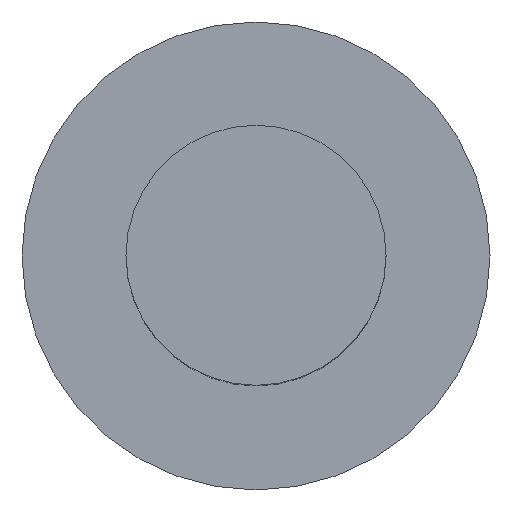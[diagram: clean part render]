
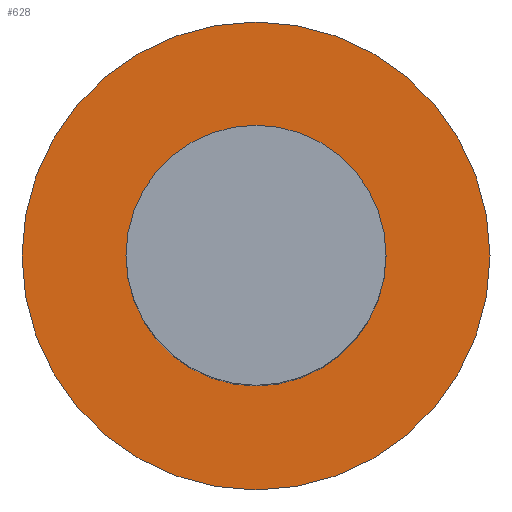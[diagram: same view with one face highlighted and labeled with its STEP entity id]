
A CAD part, top view. The second image highlights one B-rep face of the part: STEP entity #628.
In plain terms, the highlighted planar face has unit normal (0, 0, 1).
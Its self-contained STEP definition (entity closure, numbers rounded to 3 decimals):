
#33 = SPHERICAL_SURFACE('',#34,4.875);
#34 = AXIS2_PLACEMENT_3D('',#35,#36,#37);
#35 = CARTESIAN_POINT('',(0.,0.,
    1.875));
#36 = DIRECTION('',(0.,0.,1.));
#37 = DIRECTION('',(0.,1.,0.));
#71 = VERTEX_POINT('',#72);
#72 = CARTESIAN_POINT('',(0.,4.5,
    0.));
#94 = EDGE_CURVE('',#71,#71,#95,.T.);
#95 = SURFACE_CURVE('',#96,(#101,#108),.PCURVE_S1.);
#96 = CIRCLE('',#97,4.5);
#97 = AXIS2_PLACEMENT_3D('',#98,#99,#100);
#98 = CARTESIAN_POINT('',(0.,0.,
    0.));
#99 = DIRECTION('',(0.,0.,-1.));
#100 = DIRECTION('',(0.,1.,0.));
#101 = PCURVE('',#33,#102);
#102 = DEFINITIONAL_REPRESENTATION('',(#103),#107);
#103 = LINE('',#104,#105);
#104 = CARTESIAN_POINT('',(-0.,-0.395));
#105 = VECTOR('',#106,1.);
#106 = DIRECTION('',(-1.,0.));
#107 = ( GEOMETRIC_REPRESENTATION_CONTEXT(2) 
PARAMETRIC_REPRESENTATION_CONTEXT() REPRESENTATION_CONTEXT('2D SPACE',''
  ) );
#108 = PCURVE('',#109,#114);
#109 = PLANE('',#110);
#110 = AXIS2_PLACEMENT_3D('',#111,#112,#113);
#111 = CARTESIAN_POINT('',(0.,0.,0.));
#112 = DIRECTION('',(0.,0.,-1.));
#113 = DIRECTION('',(0.,1.,0.));
#114 = DEFINITIONAL_REPRESENTATION('',(#115),#119);
#115 = CIRCLE('',#116,4.5);
#116 = AXIS2_PLACEMENT_2D('',#117,#118);
#117 = CARTESIAN_POINT('',(0.,0.));
#118 = DIRECTION('',(1.,0.));
#119 = ( GEOMETRIC_REPRESENTATION_CONTEXT(2) 
PARAMETRIC_REPRESENTATION_CONTEXT() REPRESENTATION_CONTEXT('2D SPACE',''
  ) );
#628 = ADVANCED_FACE('',(#629,#632),#109,.F.);
#629 = FACE_BOUND('',#630,.T.);
#630 = EDGE_LOOP('',(#631));
#631 = ORIENTED_EDGE('',*,*,#94,.F.);
#632 = FACE_BOUND('',#633,.T.);
#633 = EDGE_LOOP('',(#634));
#634 = ORIENTED_EDGE('',*,*,#635,.F.);
#635 = EDGE_CURVE('',#636,#636,#638,.T.);
#636 = VERTEX_POINT('',#637);
#637 = CARTESIAN_POINT('',(0.,-2.5,0.)
  );
#638 = SURFACE_CURVE('',#639,(#644,#655),.PCURVE_S1.);
#639 = CIRCLE('',#640,2.5);
#640 = AXIS2_PLACEMENT_3D('',#641,#642,#643);
#641 = CARTESIAN_POINT('',(0.,0.,0.));
#642 = DIRECTION('',(0.,0.,1.));
#643 = DIRECTION('',(0.,-1.,0.));
#644 = PCURVE('',#109,#645);
#645 = DEFINITIONAL_REPRESENTATION('',(#646),#654);
#646 = ( BOUNDED_CURVE() B_SPLINE_CURVE(2,(#647,#648,#649,#650,#651,#652
,#653),.UNSPECIFIED.,.T.,.F.) B_SPLINE_CURVE_WITH_KNOTS((1,2,2,2,2,1),(
    -2.094,0.,2.094,4.189,6.283,
8.378),.UNSPECIFIED.) CURVE() GEOMETRIC_REPRESENTATION_ITEM() 
RATIONAL_B_SPLINE_CURVE((1.,0.5,1.,0.5,1.,0.5,1.)) REPRESENTATION_ITEM(
  '') );
#647 = CARTESIAN_POINT('',(-2.5,0.));
#648 = CARTESIAN_POINT('',(-2.5,4.33));
#649 = CARTESIAN_POINT('',(1.25,2.165));
#650 = CARTESIAN_POINT('',(5.,0.));
#651 = CARTESIAN_POINT('',(1.25,-2.165));
#652 = CARTESIAN_POINT('',(-2.5,-4.33));
#653 = CARTESIAN_POINT('',(-2.5,0.));
#654 = ( GEOMETRIC_REPRESENTATION_CONTEXT(2) 
PARAMETRIC_REPRESENTATION_CONTEXT() REPRESENTATION_CONTEXT('2D SPACE',''
  ) );
#655 = PCURVE('',#656,#661);
#656 = CYLINDRICAL_SURFACE('',#657,2.5);
#657 = AXIS2_PLACEMENT_3D('',#658,#659,#660);
#658 = CARTESIAN_POINT('',(0.,0.,0.));
#659 = DIRECTION('',(0.,0.,-1.));
#660 = DIRECTION('',(0.,-1.,0.));
#661 = DEFINITIONAL_REPRESENTATION('',(#662),#666);
#662 = LINE('',#663,#664);
#663 = CARTESIAN_POINT('',(-0.,0.));
#664 = VECTOR('',#665,1.);
#665 = DIRECTION('',(-1.,0.));
#666 = ( GEOMETRIC_REPRESENTATION_CONTEXT(2) 
PARAMETRIC_REPRESENTATION_CONTEXT() REPRESENTATION_CONTEXT('2D SPACE',''
  ) );
